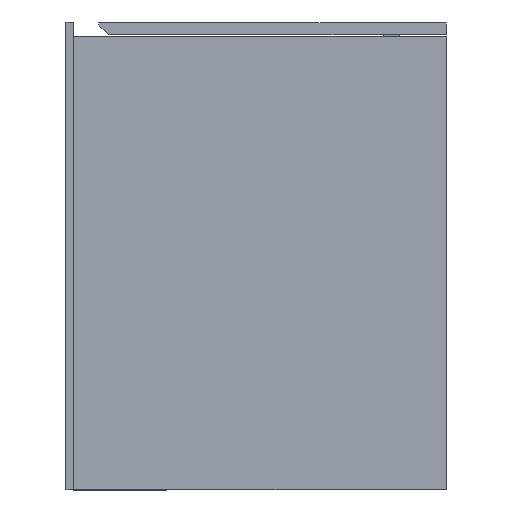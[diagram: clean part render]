
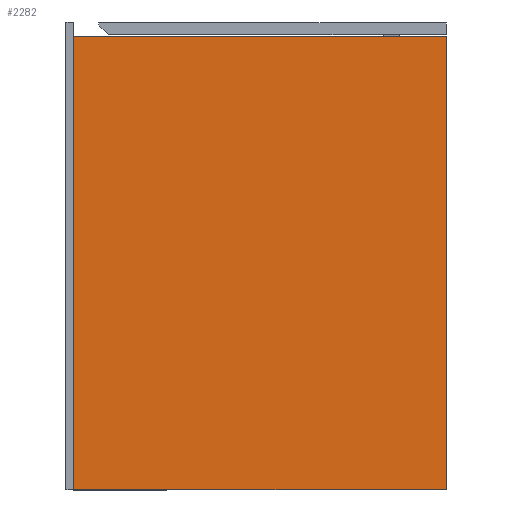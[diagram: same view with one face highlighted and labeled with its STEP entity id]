
A CAD part, left-side view. The second image highlights one B-rep face of the part: STEP entity #2282.
In plain terms, the highlighted planar face has unit normal (-1, 0, 0).
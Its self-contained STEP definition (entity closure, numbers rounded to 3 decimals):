
#909 = EDGE_CURVE ( 'NONE', #4983, #10747, #8915, .T. ) ;
#1418 = VECTOR ( 'NONE', #5317, 1000. ) ;
#2134 = CARTESIAN_POINT ( 'NONE',  ( 2., 829.397, -15. ) ) ;
#2281 = CARTESIAN_POINT ( 'NONE',  ( 2., 0., -470. ) ) ;
#2282 = ADVANCED_FACE ( 'NONE', ( #7254 ), #2552, .F. ) ;
#2434 = DIRECTION ( 'NONE',  ( 0., 0., -1. ) ) ;
#2552 = PLANE ( 'NONE',  #6498 ) ;
#2998 = LINE ( 'NONE', #2134, #3991 ) ;
#3423 = VERTEX_POINT ( 'NONE', #11635 ) ;
#3439 = LINE ( 'NONE', #5173, #10132 ) ;
#3930 = EDGE_CURVE ( 'NONE', #3423, #4924, #5304, .T. ) ;
#3991 = VECTOR ( 'NONE', #10447, 1000. ) ;
#4832 = ORIENTED_EDGE ( 'NONE', *, *, #3930, .F. ) ;
#4924 = VERTEX_POINT ( 'NONE', #5247 ) ;
#4977 = CARTESIAN_POINT ( 'NONE',  ( 2., 0., -15. ) ) ;
#4983 = VERTEX_POINT ( 'NONE', #12033 ) ;
#5141 = ORIENTED_EDGE ( 'NONE', *, *, #909, .T. ) ;
#5173 = CARTESIAN_POINT ( 'NONE',  ( 2., 829.397, -470. ) ) ;
#5247 = CARTESIAN_POINT ( 'NONE',  ( 2., 374., -15. ) ) ;
#5304 = LINE ( 'NONE', #6224, #9059 ) ;
#5317 = DIRECTION ( 'NONE',  ( 0., 0., 1. ) ) ;
#5615 = EDGE_LOOP ( 'NONE', ( #4832, #7221, #5141, #8897 ) ) ;
#6224 = CARTESIAN_POINT ( 'NONE',  ( 2., 374., -470. ) ) ;
#6498 = AXIS2_PLACEMENT_3D ( 'NONE', #11834, #10060, #2434 ) ;
#7221 = ORIENTED_EDGE ( 'NONE', *, *, #9406, .T. ) ;
#7254 = FACE_OUTER_BOUND ( 'NONE', #5615, .T. ) ;
#8897 = ORIENTED_EDGE ( 'NONE', *, *, #9245, .F. ) ;
#8915 = LINE ( 'NONE', #2281, #1418 ) ;
#9059 = VECTOR ( 'NONE', #10020, 1000. ) ;
#9245 = EDGE_CURVE ( 'NONE', #4924, #10747, #2998, .T. ) ;
#9406 = EDGE_CURVE ( 'NONE', #3423, #4983, #3439, .T. ) ;
#10020 = DIRECTION ( 'NONE',  ( 0., 0., 1. ) ) ;
#10060 = DIRECTION ( 'NONE',  ( 1., 0., 0. ) ) ;
#10132 = VECTOR ( 'NONE', #10765, 1000. ) ;
#10447 = DIRECTION ( 'NONE',  ( 0., -1., 0. ) ) ;
#10747 = VERTEX_POINT ( 'NONE', #4977 ) ;
#10765 = DIRECTION ( 'NONE',  ( 0., -1., 0. ) ) ;
#11635 = CARTESIAN_POINT ( 'NONE',  ( 2., 374., -470. ) ) ;
#11834 = CARTESIAN_POINT ( 'NONE',  ( 2., 829.397, -470. ) ) ;
#12033 = CARTESIAN_POINT ( 'NONE',  ( 2., 0., -470. ) ) ;
